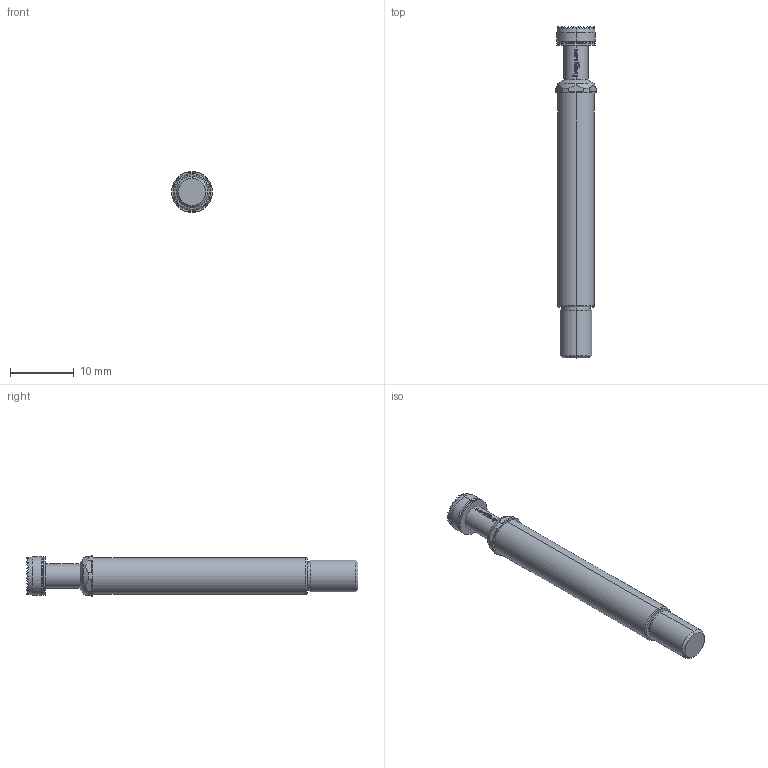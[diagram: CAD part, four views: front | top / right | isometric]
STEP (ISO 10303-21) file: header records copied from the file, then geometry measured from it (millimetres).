
FILE_DESCRIPTION (( 'STEP AP203' ), '1' );
FILE_NAME ('INGUN_BCP-623_360_600_A_xx02_M.STEP', '2024-04-25T07:28:31', ( '' ), ( '' ), 'SwSTEP 2.0', 'SolidWorks 2021', '' );
FILE_SCHEMA (( 'CONFIG_CONTROL_DESIGN' ));
Length unit declared in the file: millimetre
Products named in the file (1): INGUN_BCP-623_360_600_A_xx02_M
Bounding box: 6.4 x 52.1 x 6.4 mm (x, y, z)
Volume: 1232.4 mm3; surface area: 1007.6 mm2
Topology: 1 solids, 1 shells, 573 faces, 1079 edges, 513 vertices
Faces by surface type: plane 513, cylinder 24, bspline 22, cone 8, torus 6
Entity records: 13704 total; most frequent: CARTESIAN_POINT 3090, ORIENTED_EDGE 2158, DIRECTION 2089, EDGE_CURVE 1079, VECTOR 761, LINE 761, AXIS2_PLACEMENT_3D 664, EDGE_LOOP 578
